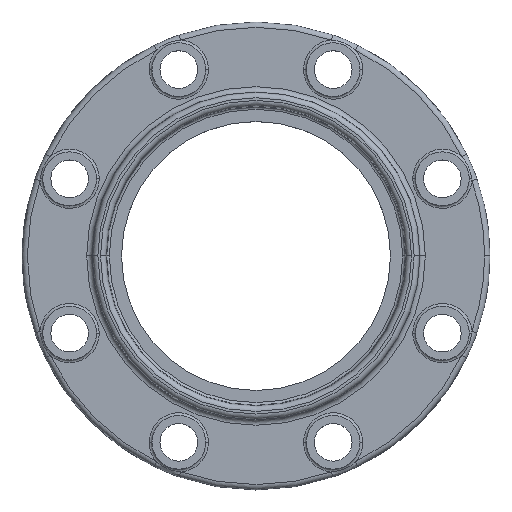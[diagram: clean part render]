
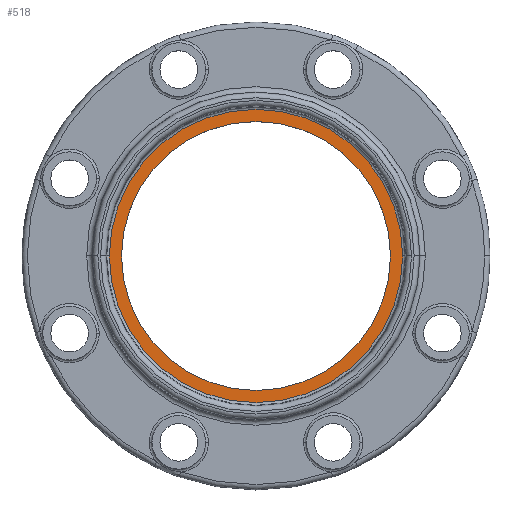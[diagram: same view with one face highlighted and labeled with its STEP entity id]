
A CAD part, top view. The second image highlights one B-rep face of the part: STEP entity #518.
In plain terms, the highlighted planar face has unit normal (0, 0, 1).
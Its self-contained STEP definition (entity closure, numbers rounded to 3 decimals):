
#60 = AXIS2_PLACEMENT_3D ( 'NONE', #2168, #2167, #2166 ) ;
#73 = AXIS2_PLACEMENT_3D ( 'NONE', #2018, #2012, #1904 ) ;
#101 = AXIS2_PLACEMENT_3D ( 'NONE', #2498, #2496, #2494 ) ;
#127 = AXIS2_PLACEMENT_3D ( 'NONE', #1853, #1933, #1944 ) ;
#165 = AXIS2_PLACEMENT_3D ( 'NONE', #316, #350, #456 ) ;
#219 = CARTESIAN_POINT ( 'NONE',  ( -54.526, 0., 11. ) ) ;
#220 = VERTEX_POINT ( 'NONE', #219 ) ;
#316 = CARTESIAN_POINT ( 'NONE',  ( 0., 0., 11. ) ) ;
#337 = CARTESIAN_POINT ( 'NONE',  ( 54.526, 0., 11. ) ) ;
#350 = DIRECTION ( 'NONE',  ( 0., 0., 1. ) ) ;
#405 = CARTESIAN_POINT ( 'NONE',  ( -50., 0., 11. ) ) ;
#414 = CARTESIAN_POINT ( 'NONE',  ( 50., 0., 11. ) ) ;
#456 = DIRECTION ( 'NONE',  ( 1., 0., 0. ) ) ;
#518 = ADVANCED_FACE ( 'NONE', ( #718, #712 ), #2497, .T. ) ;
#589 = EDGE_CURVE ( 'NONE', #1713, #1653, #1403, .T. ) ;
#662 = CIRCLE ( 'NONE', #127, 50. ) ;
#712 = FACE_BOUND ( 'NONE', #1362, .T. ) ;
#718 = FACE_OUTER_BOUND ( 'NONE', #1408, .T. ) ;
#1053 = ORIENTED_EDGE ( 'NONE', *, *, #2718, .T. ) ;
#1054 = ORIENTED_EDGE ( 'NONE', *, *, #1451, .T. ) ;
#1055 = ORIENTED_EDGE ( 'NONE', *, *, #2692, .F. ) ;
#1056 = ORIENTED_EDGE ( 'NONE', *, *, #589, .F. ) ;
#1362 = EDGE_LOOP ( 'NONE', ( #1055, #1056 ) ) ;
#1403 = CIRCLE ( 'NONE', #60, 50. ) ;
#1408 = EDGE_LOOP ( 'NONE', ( #1053, #1054 ) ) ;
#1438 = CIRCLE ( 'NONE', #165, 54.526 ) ;
#1451 = EDGE_CURVE ( 'NONE', #220, #1675, #1438, .T. ) ;
#1653 = VERTEX_POINT ( 'NONE', #405 ) ;
#1675 = VERTEX_POINT ( 'NONE', #337 ) ;
#1713 = VERTEX_POINT ( 'NONE', #414 ) ;
#1853 = CARTESIAN_POINT ( 'NONE',  ( 0., 0., 11. ) ) ;
#1904 = DIRECTION ( 'NONE',  ( 1., 0., 0. ) ) ;
#1933 = DIRECTION ( 'NONE',  ( 0., 0., 1. ) ) ;
#1944 = DIRECTION ( 'NONE',  ( 1., 0., 0. ) ) ;
#2012 = DIRECTION ( 'NONE',  ( 0., 0., 1. ) ) ;
#2018 = CARTESIAN_POINT ( 'NONE',  ( 0., 0., 11. ) ) ;
#2166 = DIRECTION ( 'NONE',  ( 1., 0., 0. ) ) ;
#2167 = DIRECTION ( 'NONE',  ( 0., 0., 1. ) ) ;
#2168 = CARTESIAN_POINT ( 'NONE',  ( 0., 0., 11. ) ) ;
#2494 = DIRECTION ( 'NONE',  ( 1., 0., 0. ) ) ;
#2496 = DIRECTION ( 'NONE',  ( 0., 0., 1. ) ) ;
#2497 = PLANE ( 'NONE',  #101 ) ;
#2498 = CARTESIAN_POINT ( 'NONE',  ( 0., 0., 11. ) ) ;
#2692 = EDGE_CURVE ( 'NONE', #1653, #1713, #662, .T. ) ;
#2718 = EDGE_CURVE ( 'NONE', #1675, #220, #2856, .T. ) ;
#2856 = CIRCLE ( 'NONE', #73, 54.526 ) ;
